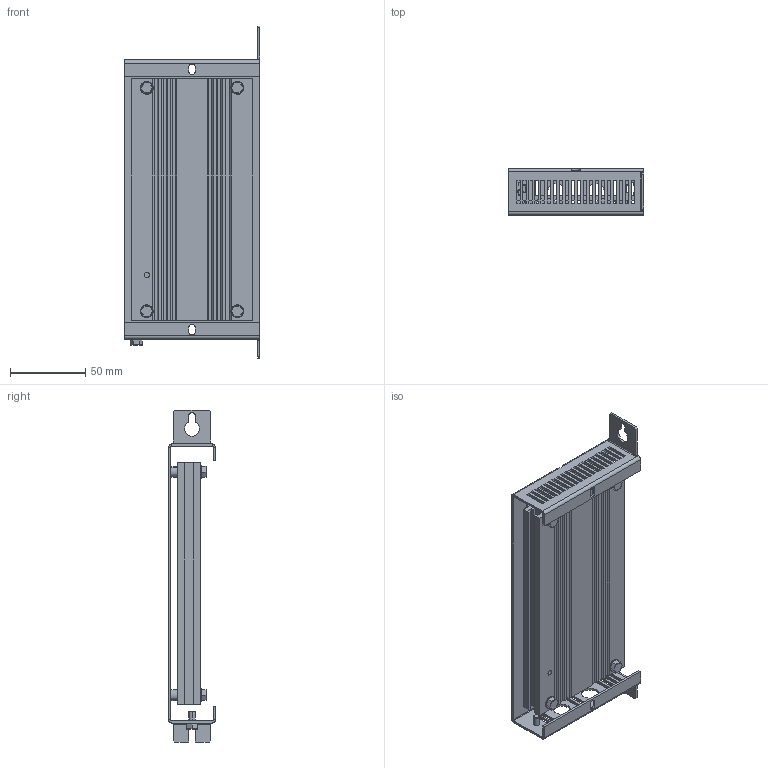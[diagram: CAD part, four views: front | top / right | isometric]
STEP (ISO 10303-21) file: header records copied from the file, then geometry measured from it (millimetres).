
FILE_DESCRIPTION (( 'STEP AP214' ), '1' );
FILE_NAME ('10G6A90-4300.STEP', '2021-12-06T12:14:23', ( '' ), ( '' ), 'SwSTEP 2.0', 'SolidWorks 2019', '' );
FILE_SCHEMA (( 'AUTOMOTIVE_DESIGN' ));
Length unit declared in the file: millimetre
Products named in the file (1): 10G6A90-4300
Bounding box: 90 x 31 x 220 mm (x, y, z)
Surface area: 108804 mm2 (no closed solid volume)
Topology: 0 solids, 24 shells, 414 faces, 1163 edges, 772 vertices
Faces by surface type: plane 305, cylinder 89, bspline 18, cone 2
Entity records: 18077 total; most frequent: CARTESIAN_POINT 2764, ORIENTED_EDGE 2184, DIRECTION 2117, EDGE_CURVE 1163, LINE 907, VECTOR 907, VERTEX_POINT 772, AXIS2_PLACEMENT_3D 605
